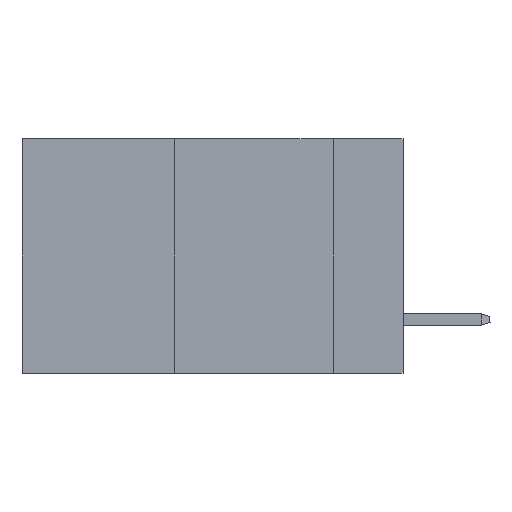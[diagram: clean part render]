
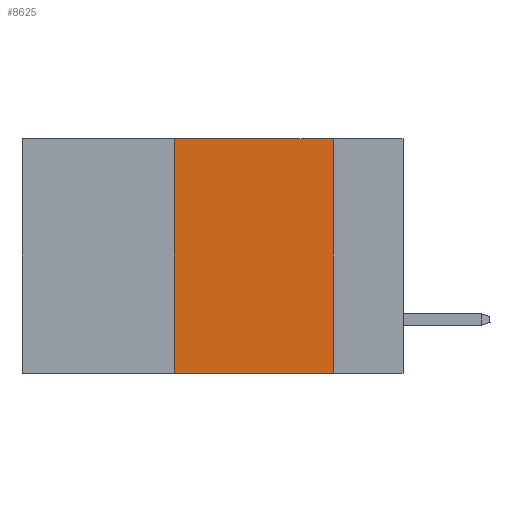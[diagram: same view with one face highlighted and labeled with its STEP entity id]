
A CAD part, left-side view. The second image highlights one B-rep face of the part: STEP entity #8625.
In plain terms, the highlighted planar face has unit normal (-1, 0, 0).
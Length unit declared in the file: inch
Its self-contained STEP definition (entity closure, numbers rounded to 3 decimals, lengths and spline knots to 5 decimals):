
#472 = CARTESIAN_POINT ( 'NONE',  ( 0., 0.11, -0.37 ) ) ;
#1131 = VECTOR ( 'NONE', #20482, 39.37008 ) ;
#2040 = CARTESIAN_POINT ( 'NONE',  ( 0., 0.36, -0.37 ) ) ;
#2044 = LINE ( 'NONE', #30345, #5703 ) ;
#2088 = CARTESIAN_POINT ( 'NONE',  ( 0., 0.11, 0. ) ) ;
#2796 = LINE ( 'NONE', #5908, #31154 ) ;
#2936 = EDGE_CURVE ( 'NONE', #23808, #5275, #18867, .T. ) ;
#3849 = CARTESIAN_POINT ( 'NONE',  ( 0., 0.11, 0. ) ) ;
#4963 = DIRECTION ( 'NONE',  ( 0., 0., 1. ) ) ;
#5275 = VERTEX_POINT ( 'NONE', #472 ) ;
#5703 = VECTOR ( 'NONE', #4963, 39.37008 ) ;
#5908 = CARTESIAN_POINT ( 'NONE',  ( 0., 0.6, -0.37 ) ) ;
#7447 = CARTESIAN_POINT ( 'NONE',  ( 0., 0.36, 0. ) ) ;
#8625 = ADVANCED_FACE ( 'NONE', ( #10543 ), #31821, .F. ) ;
#10052 = VECTOR ( 'NONE', #13196, 39.37008 ) ;
#10543 = FACE_OUTER_BOUND ( 'NONE', #30062, .T. ) ;
#11537 = DIRECTION ( 'NONE',  ( 0., -1., 0. ) ) ;
#13072 = AXIS2_PLACEMENT_3D ( 'NONE', #35746, #26157, #23401 ) ;
#13196 = DIRECTION ( 'NONE',  ( 0., 0., -1. ) ) ;
#13893 = EDGE_CURVE ( 'NONE', #32745, #5275, #2796, .T. ) ;
#18867 = LINE ( 'NONE', #2088, #10052 ) ;
#20482 = DIRECTION ( 'NONE',  ( 0., -1., 0. ) ) ;
#20589 = ORIENTED_EDGE ( 'NONE', *, *, #2936, .F. ) ;
#23401 = DIRECTION ( 'NONE',  ( 0., 0., -1. ) ) ;
#23808 = VERTEX_POINT ( 'NONE', #3849 ) ;
#24418 = ORIENTED_EDGE ( 'NONE', *, *, #13893, .T. ) ;
#26157 = DIRECTION ( 'NONE',  ( 1., 0., 0. ) ) ;
#26500 = LINE ( 'NONE', #29229, #1131 ) ;
#29229 = CARTESIAN_POINT ( 'NONE',  ( 0., 0.6, 0. ) ) ;
#30062 = EDGE_LOOP ( 'NONE', ( #20589, #30200, #30311, #24418 ) ) ;
#30080 = EDGE_CURVE ( 'NONE', #32745, #34709, #2044, .T. ) ;
#30200 = ORIENTED_EDGE ( 'NONE', *, *, #31629, .F. ) ;
#30311 = ORIENTED_EDGE ( 'NONE', *, *, #30080, .F. ) ;
#30345 = CARTESIAN_POINT ( 'NONE',  ( 0., 0.36, 0. ) ) ;
#31154 = VECTOR ( 'NONE', #11537, 39.37008 ) ;
#31629 = EDGE_CURVE ( 'NONE', #34709, #23808, #26500, .T. ) ;
#31821 = PLANE ( 'NONE',  #13072 ) ;
#32745 = VERTEX_POINT ( 'NONE', #2040 ) ;
#34709 = VERTEX_POINT ( 'NONE', #7447 ) ;
#35746 = CARTESIAN_POINT ( 'NONE',  ( 0., 0.6, 0. ) ) ;
